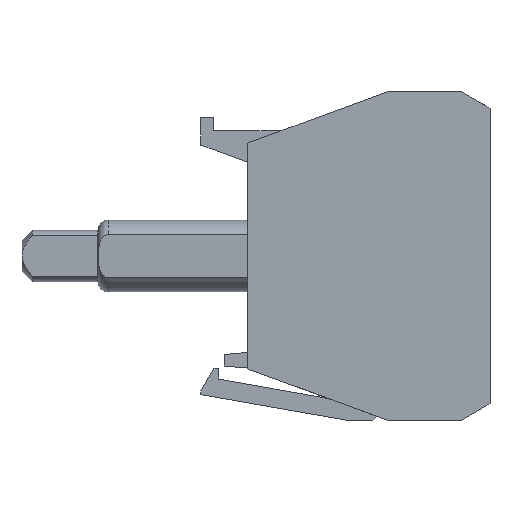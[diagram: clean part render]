
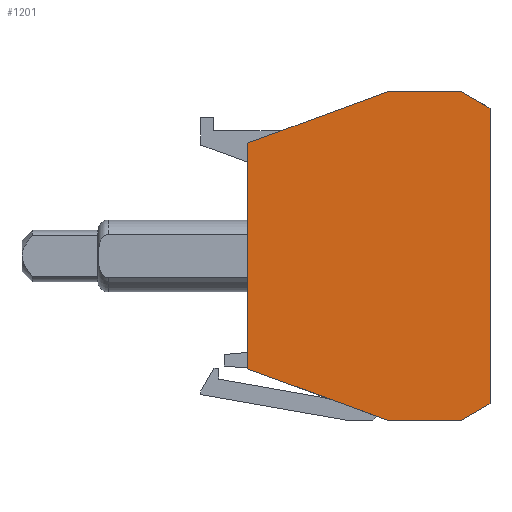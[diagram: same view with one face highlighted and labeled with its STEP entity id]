
A CAD part, front view. The second image highlights one B-rep face of the part: STEP entity #1201.
In plain terms, the highlighted planar face has unit normal (0, -1, 0).
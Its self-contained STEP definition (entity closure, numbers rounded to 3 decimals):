
#658=CARTESIAN_POINT('POINT3545',(13.603,-5.,
   -15.999));
#659=VERTEX_POINT('VERTEX3545',#658);
#676=CARTESIAN_POINT('POINT3548',(20.825,-5.,
   -15.999));
#677=VERTEX_POINT('VERTEX3548',#676);
#684=CARTESIAN_POINT('POS6413',(11.798,-5.,
   -15.999));
#685=DIRECTION('DIR8715',(1.,0.,
   0.));
#686=VECTOR('VEC4111',#685,25.4);
#687=LINE('STRAIGHT4111',#684,#686);
#688=EDGE_CURVE('EDGE5527',#659,#677,#687,.T.);
#698=CARTESIAN_POINT('POINT3549',(23.597,-5.,
   -14.4));
#699=VERTEX_POINT('VERTEX3549',#698);
#700=CARTESIAN_POINT('POS6415',(18.826,-5.,
   -17.154));
#701=DIRECTION('DIR8718',(0.866,0.,
   0.5));
#702=VECTOR('VEC4112',#701,25.4);
#703=LINE('STRAIGHT4112',#700,#702);
#704=EDGE_CURVE('EDGE5528',#677,#699,#703,.T.);
#746=CARTESIAN_POINT('POINT3552',(23.597,-5.,
   14.4));
#747=VERTEX_POINT('VERTEX3552',#746);
#754=CARTESIAN_POINT('POS6421',(23.597,-5.,
   0.));
#755=DIRECTION('DIR8725',(0.,0.,
   -1.));
#756=VECTOR('VEC4117',#755,25.4);
#757=LINE('STRAIGHT4117',#754,#756);
#758=EDGE_CURVE('EDGE5533',#747,#699,#757,.T.);
#771=CARTESIAN_POINT('POINT3553',(20.825,-5.,
   15.999));
#772=VERTEX_POINT('VERTEX3553',#771);
#779=CARTESIAN_POINT('POS6424',(18.826,-5.,
   17.154));
#780=DIRECTION('DIR8729',(-0.866,0.,
   0.5));
#781=VECTOR('VEC4119',#780,25.4);
#782=LINE('STRAIGHT4119',#779,#781);
#783=EDGE_CURVE('EDGE5535',#747,#772,#782,.T.);
#814=CARTESIAN_POINT('POINT3556',(13.603,-5.,
   15.999));
#815=VERTEX_POINT('VERTEX3556',#814);
#822=CARTESIAN_POINT('POS6429',(11.798,-5.,15.999
   ));
#823=DIRECTION('DIR8735',(1.,0.,
   0.));
#824=VECTOR('VEC4123',#823,25.4);
#825=LINE('STRAIGHT4123',#822,#824);
#826=EDGE_CURVE('EDGE5540',#815,#772,#825,.T.);
#1167=CARTESIAN_POINT('POINT3581',(0.,-5.,
   10.998));
#1168=VERTEX_POINT('VERTEX3581',#1167);
#1169=CARTESIAN_POINT('POS6467',(7.17,-5.,
   13.634));
#1170=DIRECTION('DIR8786',(-0.939,0.
   ,-0.345));
#1171=VECTOR('VEC4148',#1170,25.4);
#1172=LINE('STRAIGHT4148',#1169,#1171);
#1173=EDGE_CURVE('EDGE5574',#815,#1168,#1172,.T.);
#1174=ORIENTED_EDGE('COEDGE11103',*,*,#1173,.T.);
#1175=CARTESIAN_POINT('POINT3582',(0.,-5.,
   -10.998));
#1176=VERTEX_POINT('VERTEX3582',#1175);
#1177=CARTESIAN_POINT('POS6468',(0.,-5.,
   0.));
#1178=DIRECTION('DIR8787',(0.,0.,
   1.));
#1179=VECTOR('VEC4149',#1178,25.4);
#1180=LINE('STRAIGHT4149',#1177,#1179);
#1181=EDGE_CURVE('EDGE5575',#1176,#1168,#1180,.T.);
#1182=ORIENTED_EDGE('COEDGE11104',*,*,#1181,.F.);
#1183=CARTESIAN_POINT('POS6469',(7.17,-5.,
   -13.634));
#1184=DIRECTION('DIR8788',(0.939,0.,
   -0.345));
#1185=VECTOR('VEC4150',#1184,25.4);
#1186=LINE('STRAIGHT4150',#1183,#1185);
#1187=EDGE_CURVE('EDGE5576',#1176,#659,#1186,.T.);
#1188=ORIENTED_EDGE('COEDGE11105',*,*,#1187,.T.);
#1189=ORIENTED_EDGE('COEDGE11106',*,*,#688,.T.);
#1190=ORIENTED_EDGE('COEDGE11107',*,*,#704,.T.);
#1191=ORIENTED_EDGE('COEDGE11108',*,*,#758,.F.);
#1192=ORIENTED_EDGE('COEDGE11109',*,*,#783,.T.);
#1193=ORIENTED_EDGE('COEDGE11110',*,*,#826,.F.);
#1194=EDGE_LOOP('NONE',(#1174,#1182,#1188,#1189,#1190,#1191,#1192,#1193)
   );
#1195=FACE_BOUND('LOOP1',#1194,.T.);
#1196=CARTESIAN_POINT('POS6470',(11.798,-5.,
   0.));
#1197=DIRECTION('DIR8789',(0.,1.,0.));
#1198=DIRECTION('DIR8790',(1.,0.,0.));
#1199=AXIS2_PLACEMENT_3D('AXIS2320',#1196,#1197,#1198);
#1200=PLANE('PLANE1606',#1199);
#1201=ADVANCED_FACE('FACE2247',(#1195),#1200,.F.);
